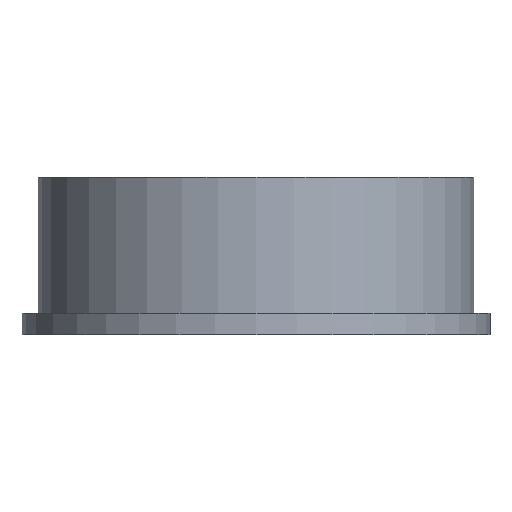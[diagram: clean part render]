
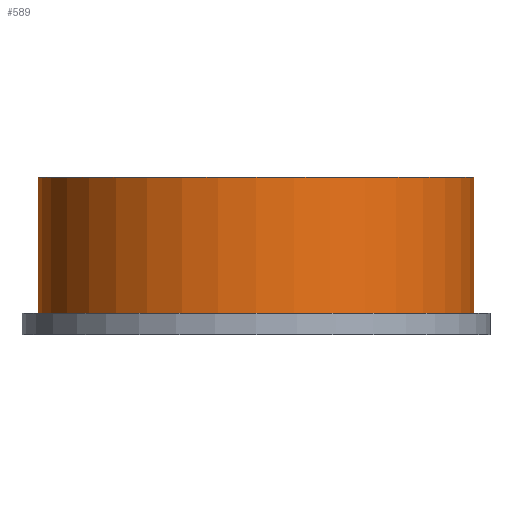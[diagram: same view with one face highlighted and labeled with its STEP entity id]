
A CAD part, front view. The second image highlights one B-rep face of the part: STEP entity #589.
In plain terms, the highlighted cylindrical face has radius 40 mm (diameter 80 mm), a full revolution.
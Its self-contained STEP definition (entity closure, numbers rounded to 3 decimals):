
#539=CARTESIAN_POINT('',(0.,0.,22.));
#540=DIRECTION('',(0.,0.,-1.));
#541=DIRECTION('',(-1.,0.,0.));
#542=AXIS2_PLACEMENT_3D('',#539,#540,#541);
#543=CYLINDRICAL_SURFACE('',#542,40.);
#544=CARTESIAN_POINT('',(-40.,0.,-0.));
#545=VERTEX_POINT('',#544);
#546=CARTESIAN_POINT('',(-40.,0.,25.));
#547=VERTEX_POINT('',#546);
#548=CARTESIAN_POINT('',(-40.,0.,-0.));
#549=DIRECTION('',(-0.,-0.,1.));
#550=VECTOR('',#549,25.);
#551=LINE('',#548,#550);
#552=EDGE_CURVE('',#545,#547,#551,.T.);
#553=ORIENTED_EDGE('',*,*,#552,.T.);
#554=CARTESIAN_POINT('',(40.,0.,25.));
#555=VERTEX_POINT('',#554);
#556=CARTESIAN_POINT('',(0.,0.,25.));
#557=DIRECTION('',(0.,0.,1.));
#558=DIRECTION('',(1.,0.,-0.));
#559=AXIS2_PLACEMENT_3D('',#556,#557,#558);
#560=CIRCLE('',#559,40.);
#561=EDGE_CURVE('',#555,#547,#560,.T.);
#562=ORIENTED_EDGE('',*,*,#561,.F.);
#563=CARTESIAN_POINT('',(0.,0.,25.));
#564=DIRECTION('',(0.,0.,1.));
#565=DIRECTION('',(1.,0.,-0.));
#566=AXIS2_PLACEMENT_3D('',#563,#564,#565);
#567=CIRCLE('',#566,40.);
#568=EDGE_CURVE('',#547,#555,#567,.T.);
#569=ORIENTED_EDGE('',*,*,#568,.F.);
#570=ORIENTED_EDGE('',*,*,#552,.F.);
#571=CARTESIAN_POINT('',(40.,0.,-0.));
#572=VERTEX_POINT('',#571);
#573=CARTESIAN_POINT('',(0.,0.,-0.));
#574=DIRECTION('',(0.,0.,1.));
#575=DIRECTION('',(1.,0.,-0.));
#576=AXIS2_PLACEMENT_3D('',#573,#574,#575);
#577=CIRCLE('',#576,40.);
#578=EDGE_CURVE('',#545,#572,#577,.T.);
#579=ORIENTED_EDGE('',*,*,#578,.T.);
#580=CARTESIAN_POINT('',(0.,0.,-0.));
#581=DIRECTION('',(0.,0.,1.));
#582=DIRECTION('',(1.,0.,-0.));
#583=AXIS2_PLACEMENT_3D('',#580,#581,#582);
#584=CIRCLE('',#583,40.);
#585=EDGE_CURVE('',#572,#545,#584,.T.);
#586=ORIENTED_EDGE('',*,*,#585,.T.);
#587=EDGE_LOOP('',(#553,#562,#569,#570,#579,#586));
#588=FACE_BOUND('',#587,.T.);
#589=ADVANCED_FACE('',(#588),#543,.T.);
